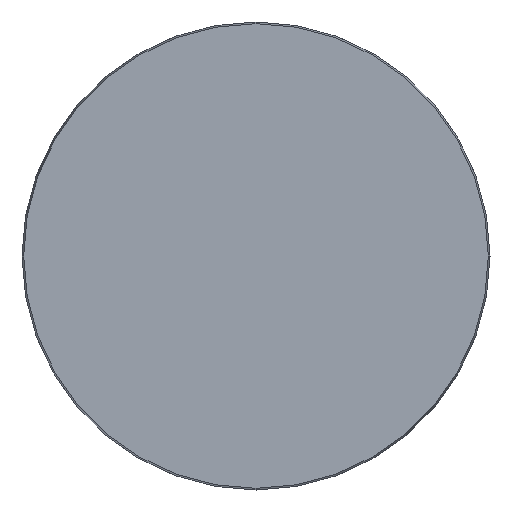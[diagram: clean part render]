
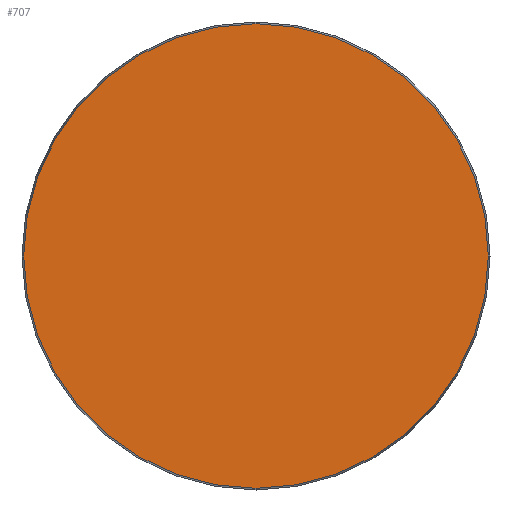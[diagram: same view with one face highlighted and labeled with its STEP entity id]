
A CAD part, front view. The second image highlights one B-rep face of the part: STEP entity #707.
In plain terms, the highlighted planar face has unit normal (0, -1, 0).
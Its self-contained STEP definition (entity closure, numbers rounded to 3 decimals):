
#6 = FACE_OUTER_BOUND ( 'NONE', #480, .T. ) ;
#7 = EDGE_CURVE ( 'NONE', #71, #71, #680, .T. ) ;
#71 = VERTEX_POINT ( 'NONE', #485 ) ;
#186 = AXIS2_PLACEMENT_3D ( 'NONE', #659, #324, #265 ) ;
#252 = AXIS2_PLACEMENT_3D ( 'NONE', #721, #424, #532 ) ;
#265 = DIRECTION ( 'NONE',  ( 0., 0., -1. ) ) ;
#322 = ORIENTED_EDGE ( 'NONE', *, *, #7, .T. ) ;
#324 = DIRECTION ( 'NONE',  ( 0., -1., 0. ) ) ;
#424 = DIRECTION ( 'NONE',  ( 0., 1., 0. ) ) ;
#473 = PLANE ( 'NONE',  #252 ) ;
#480 = EDGE_LOOP ( 'NONE', ( #322 ) ) ;
#485 = CARTESIAN_POINT ( 'NONE',  ( 0., 0., -78.425 ) ) ;
#532 = DIRECTION ( 'NONE',  ( 0., 0., 1. ) ) ;
#659 = CARTESIAN_POINT ( 'NONE',  ( 0., 0., 0. ) ) ;
#680 = CIRCLE ( 'NONE', #186, 78.425 ) ;
#707 = ADVANCED_FACE ( 'NONE', ( #6 ), #473, .F. ) ;
#721 = CARTESIAN_POINT ( 'NONE',  ( -78.425, 0., 0. ) ) ;
